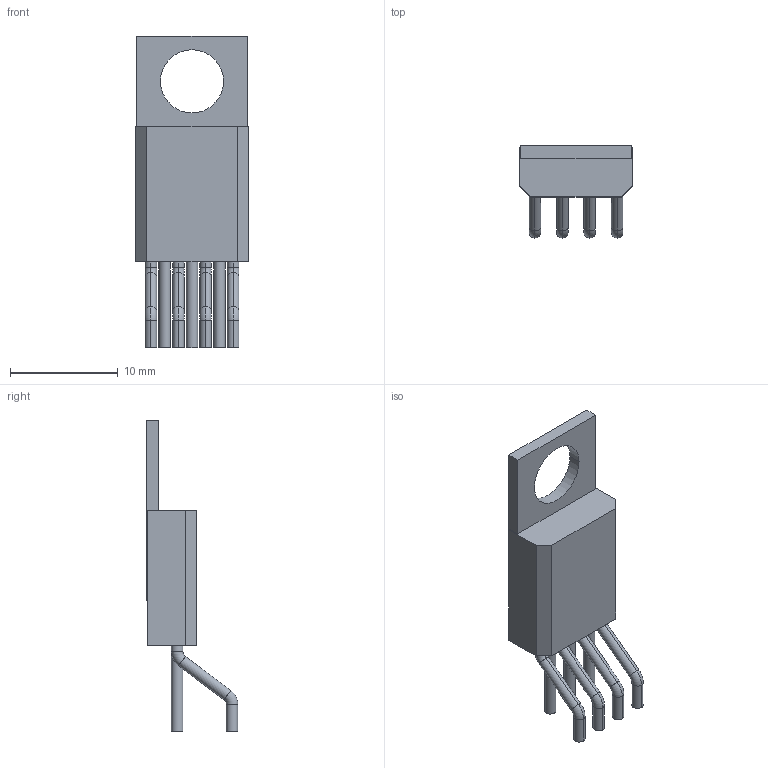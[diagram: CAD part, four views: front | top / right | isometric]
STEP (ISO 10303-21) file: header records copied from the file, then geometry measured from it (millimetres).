
FILE_DESCRIPTION(('STEP AP214'),'1');
FILE_NAME('TA07B','2021-08-31T19:16:25',(''),(''),'','','');
FILE_SCHEMA(('AUTOMOTIVE_DESIGN'));
Length unit declared in the file: millimetre
Products named in the file (1): product
Bounding box: 10.41 x 8.48 x 28.85 mm (x, y, z)
Volume: 721.4 mm3; surface area: 1006.8 mm2
Topology: 9 solids, 9 shells, 79 faces, 149 edges, 88 vertices
Faces by surface type: plane 34, cylinder 29, torus 16
Full cylindrical faces by diameter (mm): 1.067 x3
Entity records: 1983 total; most frequent: DIRECTION 386, ORIENTED_EDGE 292, CARTESIAN_POINT 211, AXIS2_PLACEMENT_3D 157, EDGE_CURVE 146, VERTEX_POINT 88, EDGE_LOOP 84, ADVANCED_FACE 79
